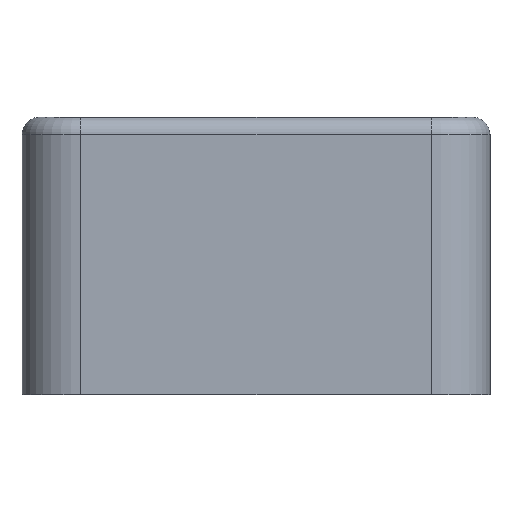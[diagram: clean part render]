
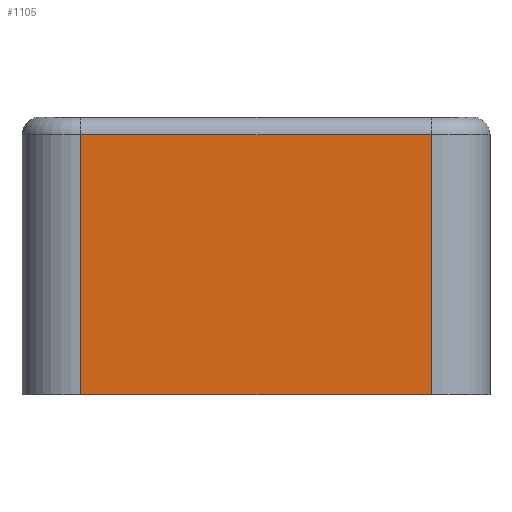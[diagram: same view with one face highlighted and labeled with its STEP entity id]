
A CAD part, left-side view. The second image highlights one B-rep face of the part: STEP entity #1105.
In plain terms, the highlighted planar face has unit normal (-1, 0, 0).
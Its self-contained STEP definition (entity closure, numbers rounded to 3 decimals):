
#33 = EDGE_CURVE ( 'NONE', #695, #377, #270, .T. ) ;
#90 = LINE ( 'NONE', #935, #641 ) ;
#127 = CARTESIAN_POINT ( 'NONE',  ( -19.5, -10.1, 15. ) ) ;
#137 = CARTESIAN_POINT ( 'NONE',  ( -19.5, 10.1, 15. ) ) ;
#146 = ORIENTED_EDGE ( 'NONE', *, *, #1275, .T. ) ;
#188 = ORIENTED_EDGE ( 'NONE', *, *, #33, .F. ) ;
#229 = AXIS2_PLACEMENT_3D ( 'NONE', #1384, #277, #1153 ) ;
#242 = VERTEX_POINT ( 'NONE', #258 ) ;
#245 = VECTOR ( 'NONE', #638, 1000. ) ;
#248 = VECTOR ( 'NONE', #1089, 1000. ) ;
#258 = CARTESIAN_POINT ( 'NONE',  ( -19.5, 10.1, 0. ) ) ;
#270 = LINE ( 'NONE', #1163, #1065 ) ;
#277 = DIRECTION ( 'NONE',  ( 1., 0., 0. ) ) ;
#377 = VERTEX_POINT ( 'NONE', #697 ) ;
#419 = ORIENTED_EDGE ( 'NONE', *, *, #1118, .T. ) ;
#461 = CARTESIAN_POINT ( 'NONE',  ( -19.5, 10.1, 15. ) ) ;
#603 = CARTESIAN_POINT ( 'NONE',  ( -19.5, 10.1, 0. ) ) ;
#638 = DIRECTION ( 'NONE',  ( 0., 1., 0. ) ) ;
#641 = VECTOR ( 'NONE', #815, 1000. ) ;
#695 = VERTEX_POINT ( 'NONE', #127 ) ;
#697 = CARTESIAN_POINT ( 'NONE',  ( -19.5, -10.1, 0. ) ) ;
#788 = FACE_OUTER_BOUND ( 'NONE', #1289, .T. ) ;
#791 = DIRECTION ( 'NONE',  ( 0., 0., -1. ) ) ;
#815 = DIRECTION ( 'NONE',  ( 0., 0., -1. ) ) ;
#935 = CARTESIAN_POINT ( 'NONE',  ( -19.5, 10.1, 16. ) ) ;
#1024 = LINE ( 'NONE', #137, #245 ) ;
#1065 = VECTOR ( 'NONE', #791, 1000. ) ;
#1089 = DIRECTION ( 'NONE',  ( 0., -1., 0. ) ) ;
#1105 = ADVANCED_FACE ( 'NONE', ( #788 ), #1257, .F. ) ;
#1118 = EDGE_CURVE ( 'NONE', #695, #1297, #1024, .T. ) ;
#1153 = DIRECTION ( 'NONE',  ( 0., 0., -1. ) ) ;
#1163 = CARTESIAN_POINT ( 'NONE',  ( -19.5, -10.1, 16. ) ) ;
#1257 = PLANE ( 'NONE',  #229 ) ;
#1275 = EDGE_CURVE ( 'NONE', #1297, #242, #90, .T. ) ;
#1289 = EDGE_LOOP ( 'NONE', ( #188, #419, #146, #1527 ) ) ;
#1297 = VERTEX_POINT ( 'NONE', #461 ) ;
#1384 = CARTESIAN_POINT ( 'NONE',  ( -19.5, 10.1, 16. ) ) ;
#1525 = EDGE_CURVE ( 'NONE', #242, #377, #1572, .T. ) ;
#1527 = ORIENTED_EDGE ( 'NONE', *, *, #1525, .T. ) ;
#1572 = LINE ( 'NONE', #603, #248 ) ;
